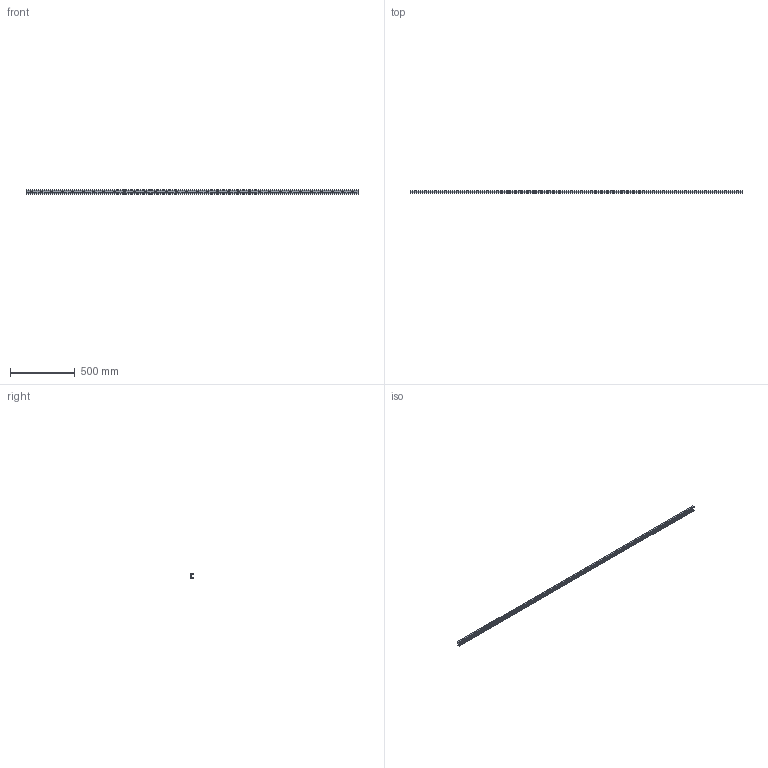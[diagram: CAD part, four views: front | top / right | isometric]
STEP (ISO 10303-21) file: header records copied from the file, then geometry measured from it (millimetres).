
FILE_DESCRIPTION((''),'2;1');
FILE_NAME('LCX 35-2560.C.stp','2016-04-28T09:09:07',('MRathmann'),(''),'Autodesk Inventor 2012','Autodesk Inventor 2012','');
FILE_SCHEMA(('CONFIG_CONTROL_DESIGN'));
Length unit declared in the file: millimetre
Products named in the file (1): LCX 35-2560.C
Bounding box: 2560 x 16.5 x 35 mm (x, y, z)
Volume: 551772.4 mm3; surface area: 328721.4 mm2
Topology: 1 solids, 1 shells, 124 faces, 398 edges, 276 vertices
Faces by surface type: cylinder 77, plane 47
Full cylindrical faces by diameter (mm): 8 x32, 15 x32
Entity records: 4614 total; most frequent: CARTESIAN_POINT 1535, DIRECTION 642, ORIENTED_EDGE 540, AXIS2_PLACEMENT_3D 279, EDGE_CURVE 270, EDGE_LOOP 252, VERTEX_POINT 212, CIRCLE 154
